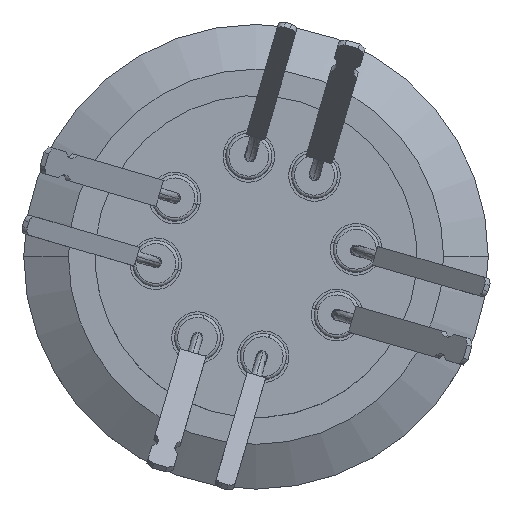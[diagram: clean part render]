
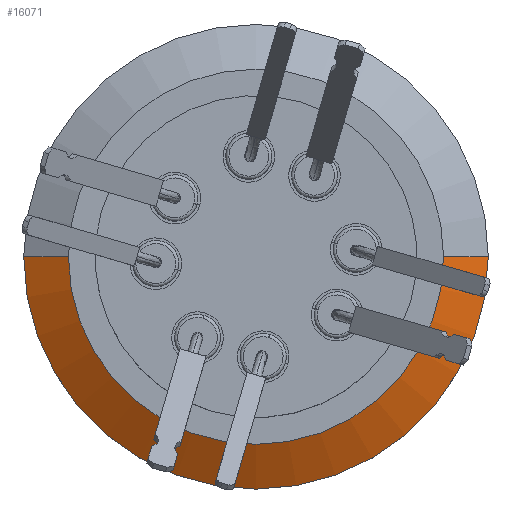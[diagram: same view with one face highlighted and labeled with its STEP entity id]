
A CAD part, top view. The second image highlights one B-rep face of the part: STEP entity #16071.
In plain terms, the highlighted conical face has half-angle 60 degrees and reference radius 22.153 mm.
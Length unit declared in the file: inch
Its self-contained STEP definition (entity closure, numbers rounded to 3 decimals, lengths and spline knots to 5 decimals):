
#2095 = AXIS2_PLACEMENT_3D ( 'NONE', #14781, #14782, #14783 ) ;
#2098 = CIRCLE ( 'NONE', #2095, 0.87215 ) ;
#2100 = CIRCLE ( 'NONE', #2106, 1.08 ) ;
#2106 = AXIS2_PLACEMENT_3D ( 'NONE', #14770, #14771, #14772 ) ;
#2806 = ORIENTED_EDGE ( 'NONE', *, *, #8418, .F. ) ;
#2819 = ORIENTED_EDGE ( 'NONE', *, *, #8829, .T. ) ;
#2841 = ORIENTED_EDGE ( 'NONE', *, *, #8421, .F. ) ;
#2859 = ORIENTED_EDGE ( 'NONE', *, *, #8827, .F. ) ;
#7790 = CARTESIAN_POINT ( 'NONE',  ( 0.89207, 0.05453, 0.12557 ) ) ;
#7794 = CARTESIAN_POINT ( 'NONE',  ( -1.06008, 0.05453, 0.00557 ) ) ;
#7836 = CARTESIAN_POINT ( 'NONE',  ( 1.09992, 0.05453, 0.00557 ) ) ;
#7844 = CARTESIAN_POINT ( 'NONE',  ( -0.85224, 0.05453, 0.12557 ) ) ;
#8234 = DIRECTION ( 'NONE',  ( -1., 0., 0. ) ) ;
#8241 = FACE_OUTER_BOUND ( 'NONE', #13330, .T. ) ;
#8243 = DIRECTION ( 'NONE',  ( 0., 0., -1. ) ) ;
#8245 = CARTESIAN_POINT ( 'NONE',  ( 0.01992, 0.05453, 0.12557 ) ) ;
#8418 = EDGE_CURVE ( 'NONE', #12331, #12289, #2100, .T. ) ;
#8421 = EDGE_CURVE ( 'NONE', #12339, #12285, #2098, .T. ) ;
#8827 = EDGE_CURVE ( 'NONE', #12285, #12331, #11500, .T. ) ;
#8829 = EDGE_CURVE ( 'NONE', #12339, #12289, #11532, .T. ) ;
#9396 = CONICAL_SURFACE ( 'NONE', #9397, 0.87215, 1.047 ) ;
#9397 = AXIS2_PLACEMENT_3D ( 'NONE', #8245, #8243, #8234 ) ;
#11500 = LINE ( 'NONE', #11502, #11755 ) ;
#11502 = CARTESIAN_POINT ( 'NONE',  ( 0.89207, 0.05453, 0.12557 ) ) ;
#11523 = CARTESIAN_POINT ( 'NONE',  ( -0.85224, 0.05453, 0.12557 ) ) ;
#11525 = DIRECTION ( 'NONE',  ( 0.866, 0., -0.5 ) ) ;
#11532 = LINE ( 'NONE', #11523, #11753 ) ;
#11542 = DIRECTION ( 'NONE',  ( -0.866, 0., -0.5 ) ) ;
#11753 = VECTOR ( 'NONE', #11542, 39.37008 ) ;
#11755 = VECTOR ( 'NONE', #11525, 39.37008 ) ;
#12285 = VERTEX_POINT ( 'NONE', #7790 ) ;
#12289 = VERTEX_POINT ( 'NONE', #7794 ) ;
#12331 = VERTEX_POINT ( 'NONE', #7836 ) ;
#12339 = VERTEX_POINT ( 'NONE', #7844 ) ;
#13330 = EDGE_LOOP ( 'NONE', ( #2859, #2841, #2819, #2806 ) ) ;
#14770 = CARTESIAN_POINT ( 'NONE',  ( 0.01992, 0.05453, 0.00557 ) ) ;
#14771 = DIRECTION ( 'NONE',  ( 0., 0., -1. ) ) ;
#14772 = DIRECTION ( 'NONE',  ( 1., 0., 0. ) ) ;
#14781 = CARTESIAN_POINT ( 'NONE',  ( 0.01992, 0.05453, 0.12557 ) ) ;
#14782 = DIRECTION ( 'NONE',  ( 0., 0., 1. ) ) ;
#14783 = DIRECTION ( 'NONE',  ( 1., 0., 0. ) ) ;
#16071 = ADVANCED_FACE ( 'NONE', ( #8241 ), #9396, .T. ) ;
